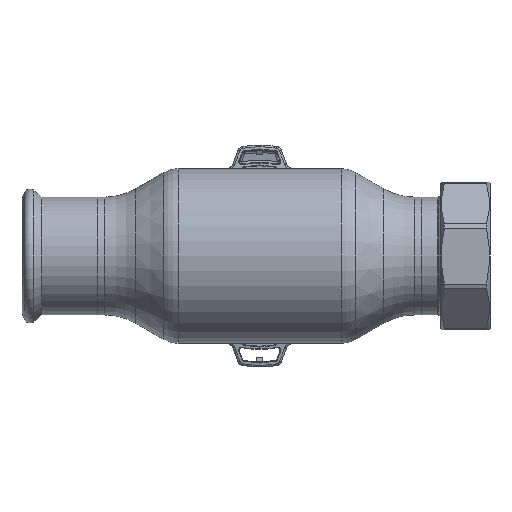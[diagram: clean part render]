
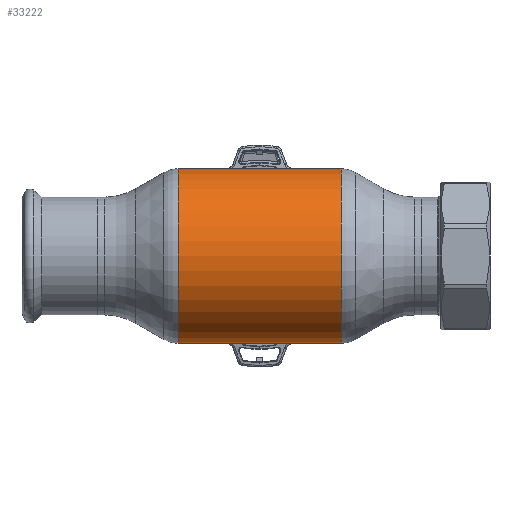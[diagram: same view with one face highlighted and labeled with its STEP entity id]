
A CAD part, front view. The second image highlights one B-rep face of the part: STEP entity #33222.
In plain terms, the highlighted cylindrical face has radius 42.5 mm (diameter 85 mm), a partial arc.
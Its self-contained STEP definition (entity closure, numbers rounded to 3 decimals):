
#2102 = EDGE_CURVE ( 'NONE', #19691, #23669, #34854, .T. ) ;
#2383 = DIRECTION ( 'NONE',  ( 0., 0., 1. ) ) ;
#3248 = ORIENTED_EDGE ( 'NONE', *, *, #11079, .T. ) ;
#4364 = DIRECTION ( 'NONE',  ( -1., 0., 0. ) ) ;
#6079 = DIRECTION ( 'NONE',  ( -1., 0., 0. ) ) ;
#7034 = LINE ( 'NONE', #25958, #33031 ) ;
#7202 = CARTESIAN_POINT ( 'NONE',  ( -39.749, 0., 42.5 ) ) ;
#7384 = CARTESIAN_POINT ( 'NONE',  ( -39.749, 0., -42.5 ) ) ;
#9957 = VERTEX_POINT ( 'NONE', #31475 ) ;
#10025 = DIRECTION ( 'NONE',  ( -1., 0., 0. ) ) ;
#11079 = EDGE_CURVE ( 'NONE', #21928, #9957, #33343, .T. ) ;
#11313 = FACE_OUTER_BOUND ( 'NONE', #18159, .T. ) ;
#14362 = CARTESIAN_POINT ( 'NONE',  ( -39.749, 0., 0. ) ) ;
#16224 = EDGE_CURVE ( 'NONE', #9957, #23669, #7034, .T. ) ;
#16267 = VECTOR ( 'NONE', #4364, 1000. ) ;
#16619 = CYLINDRICAL_SURFACE ( 'NONE', #26342, 42.5 ) ;
#16685 = DIRECTION ( 'NONE',  ( 0., 0., 1. ) ) ;
#18125 = CARTESIAN_POINT ( 'NONE',  ( -62.69, 0., -42.5 ) ) ;
#18159 = EDGE_LOOP ( 'NONE', ( #28838, #3248, #24888, #22345 ) ) ;
#18271 = DIRECTION ( 'NONE',  ( -1., 0., 0. ) ) ;
#19247 = AXIS2_PLACEMENT_3D ( 'NONE', #31690, #18271, #2383 ) ;
#19691 = VERTEX_POINT ( 'NONE', #7384 ) ;
#20823 = EDGE_CURVE ( 'NONE', #21928, #19691, #28908, .T. ) ;
#21928 = VERTEX_POINT ( 'NONE', #24076 ) ;
#22345 = ORIENTED_EDGE ( 'NONE', *, *, #2102, .F. ) ;
#22812 = DIRECTION ( 'NONE',  ( -1., 0., 0. ) ) ;
#22998 = CARTESIAN_POINT ( 'NONE',  ( -62.69, 0., 0. ) ) ;
#23669 = VERTEX_POINT ( 'NONE', #7202 ) ;
#24076 = CARTESIAN_POINT ( 'NONE',  ( 39.749, 0., -42.5 ) ) ;
#24888 = ORIENTED_EDGE ( 'NONE', *, *, #16224, .T. ) ;
#25958 = CARTESIAN_POINT ( 'NONE',  ( -62.69, 0., 42.5 ) ) ;
#26342 = AXIS2_PLACEMENT_3D ( 'NONE', #22998, #22812, #28117 ) ;
#28117 = DIRECTION ( 'NONE',  ( 0., 0., 1. ) ) ;
#28706 = AXIS2_PLACEMENT_3D ( 'NONE', #14362, #6079, #16685 ) ;
#28838 = ORIENTED_EDGE ( 'NONE', *, *, #20823, .F. ) ;
#28908 = LINE ( 'NONE', #18125, #16267 ) ;
#31475 = CARTESIAN_POINT ( 'NONE',  ( 39.749, 0., 42.5 ) ) ;
#31690 = CARTESIAN_POINT ( 'NONE',  ( 39.749, 0., 0. ) ) ;
#33031 = VECTOR ( 'NONE', #10025, 1000. ) ;
#33222 = ADVANCED_FACE ( 'NONE', ( #11313 ), #16619, .T. ) ;
#33343 = CIRCLE ( 'NONE', #19247, 42.5 ) ;
#34854 = CIRCLE ( 'NONE', #28706, 42.5 ) ;
